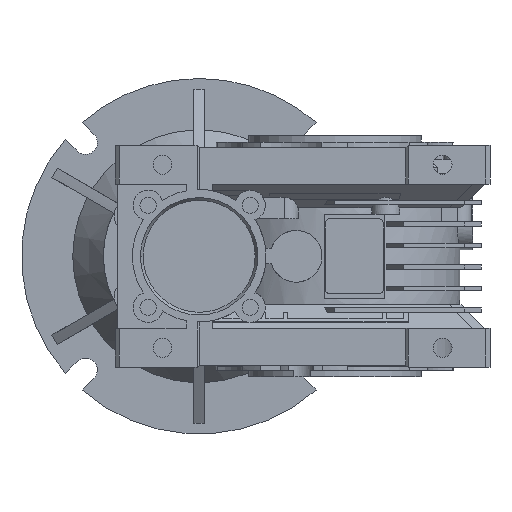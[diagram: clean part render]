
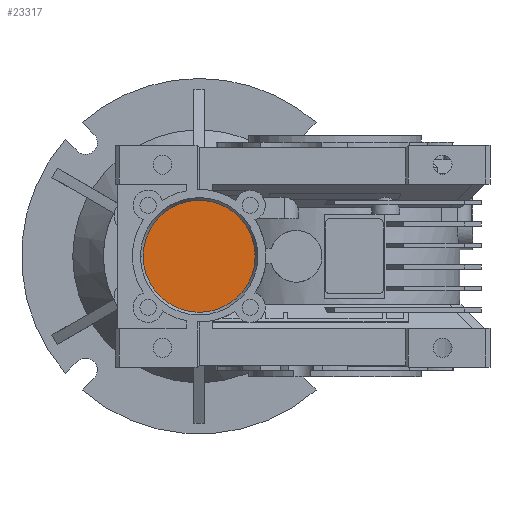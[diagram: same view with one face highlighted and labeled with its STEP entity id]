
A CAD part, left-side view. The second image highlights one B-rep face of the part: STEP entity #23317.
In plain terms, the highlighted planar face has unit normal (-1, 0, 0).
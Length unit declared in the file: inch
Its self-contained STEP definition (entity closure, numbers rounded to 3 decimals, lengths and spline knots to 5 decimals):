
#394 = DIRECTION ( 'NONE',  ( -1., 0., 0. ) ) ;
#3080 = DIRECTION ( 'NONE',  ( 0., 1., 0. ) ) ;
#3827 = CARTESIAN_POINT ( 'NONE',  ( -2.74606, 2.48031, 0. ) ) ;
#13124 = AXIS2_PLACEMENT_3D ( 'NONE', #33089, #32901, #35729 ) ;
#13838 = ORIENTED_EDGE ( 'NONE', *, *, #31932, .T. ) ;
#14183 = EDGE_CURVE ( 'NONE', #35774, #21553, #15589, .T. ) ;
#15589 = CIRCLE ( 'NONE', #39474, 1.02362 ) ;
#17728 = EDGE_LOOP ( 'NONE', ( #13838, #36367 ) ) ;
#18437 = FACE_OUTER_BOUND ( 'NONE', #17728, .T. ) ;
#19469 = CARTESIAN_POINT ( 'NONE',  ( -2.74606, 1.45669, 0. ) ) ;
#20212 = AXIS2_PLACEMENT_3D ( 'NONE', #24296, #30565, #3080 ) ;
#21553 = VERTEX_POINT ( 'NONE', #38298 ) ;
#23317 = ADVANCED_FACE ( 'NONE', ( #18437 ), #39659, .T. ) ;
#24296 = CARTESIAN_POINT ( 'NONE',  ( -2.74606, 1.45669, 0. ) ) ;
#30565 = DIRECTION ( 'NONE',  ( -1., 0., 0. ) ) ;
#31932 = EDGE_CURVE ( 'NONE', #21553, #35774, #33781, .T. ) ;
#32901 = DIRECTION ( 'NONE',  ( -1., 0., 0. ) ) ;
#33089 = CARTESIAN_POINT ( 'NONE',  ( -2.74606, 2.48031, 0. ) ) ;
#33781 = CIRCLE ( 'NONE', #13124, 1.02362 ) ;
#35275 = DIRECTION ( 'NONE',  ( 0., 1., 0. ) ) ;
#35729 = DIRECTION ( 'NONE',  ( 0., 1., 0. ) ) ;
#35774 = VERTEX_POINT ( 'NONE', #19469 ) ;
#36367 = ORIENTED_EDGE ( 'NONE', *, *, #14183, .T. ) ;
#38298 = CARTESIAN_POINT ( 'NONE',  ( -2.74606, 3.50394, 0. ) ) ;
#39474 = AXIS2_PLACEMENT_3D ( 'NONE', #3827, #394, #35275 ) ;
#39659 = PLANE ( 'NONE',  #20212 ) ;
